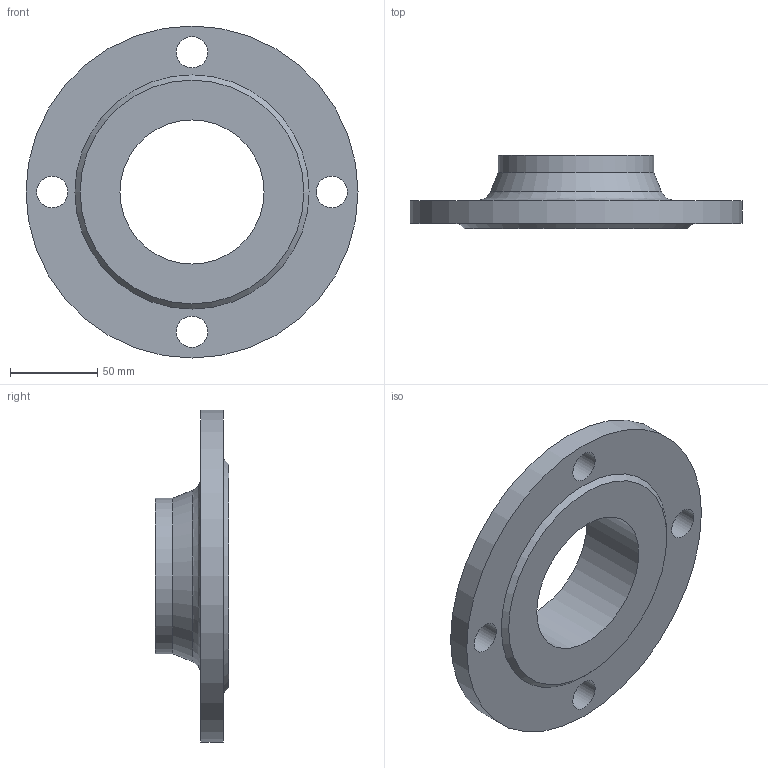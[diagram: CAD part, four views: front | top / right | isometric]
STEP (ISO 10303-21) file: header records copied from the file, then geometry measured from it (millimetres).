
FILE_DESCRIPTION(('FreeCAD Model'),'2;1');
FILE_NAME('Open CASCADE Shape Model','2023-06-22T12:05:01',(''),(''), 'Open CASCADE STEP processor 7.6','FreeCAD','Unknown');
FILE_SCHEMA(('AUTOMOTIVE_DESIGN { 1 0 10303 214 1 1 1 1 }'));
Length unit declared in the file: millimetre
Products named in the file (1): Body
Bounding box: 190 x 42 x 190 mm (x, y, z)
Volume: 349685.3 mm3; surface area: 71691.7 mm2
Topology: 1 solids, 1 shells, 14 faces, 28 edges, 18 vertices
Faces by surface type: cylinder 7, plane 4, cone 2, revolution 1
Full cylindrical faces by diameter (mm): 18 x4, 82.5 x1, 88.9 x1, 190 x1
Entity records: 805 total; most frequent: CARTESIAN_POINT 154, DIRECTION 128, ORIENTED_EDGE 56, PCURVE 56, DEFINITIONAL_REPRESENTATION 56, LINE 49, VECTOR 49, AXIS2_PLACEMENT_3D 34
